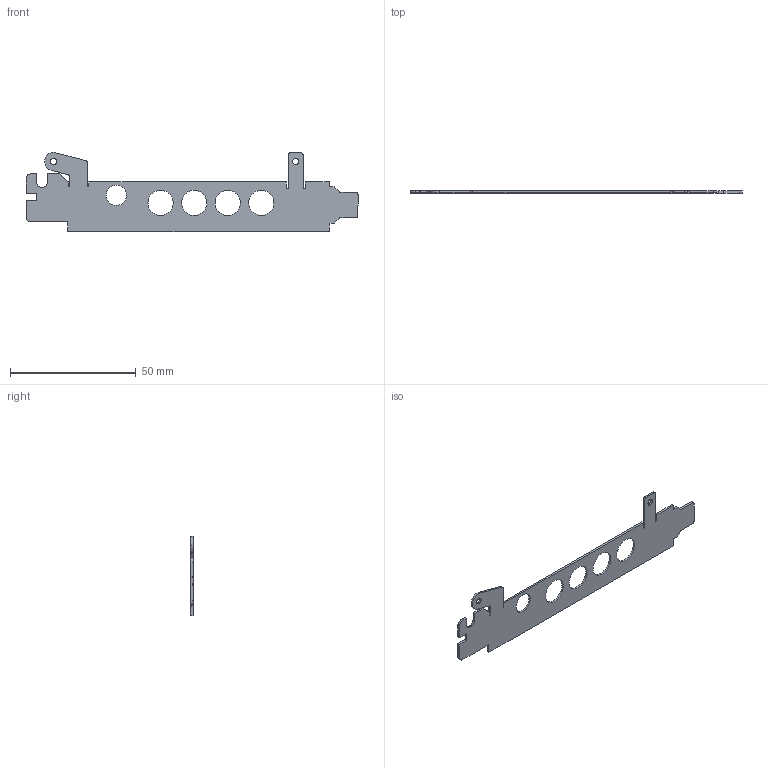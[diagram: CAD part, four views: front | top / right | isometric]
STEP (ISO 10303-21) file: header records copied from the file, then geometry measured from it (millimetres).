
FILE_DESCRIPTION (( 'STEP AP214' ), '1' );
FILE_NAME ('PCIe Bracket for Timing Card V2 - Flattened.STEP', '2020-11-11T02:54:25', ( '' ), ( '' ), 'SwSTEP 2.0', 'SolidWorks 2020', '' );
FILE_SCHEMA (( 'AUTOMOTIVE_DESIGN' ));
Length unit declared in the file: millimetre
Products named in the file (1): PCIe Bracket for Timing Card V2 - Flattened
Bounding box: 131.76 x 0.8 x 31.37 mm (x, y, z)
Volume: 1817.7 mm3; surface area: 4992.7 mm2
Topology: 1 solids, 1 shells, 81 faces, 237 edges, 158 vertices
Faces by surface type: cylinder 41, plane 40
Entity records: 2819 total; most frequent: DIRECTION 483, CARTESIAN_POINT 477, ORIENTED_EDGE 474, EDGE_CURVE 237, AXIS2_PLACEMENT_3D 164, VERTEX_POINT 158, LINE 155, VECTOR 155
